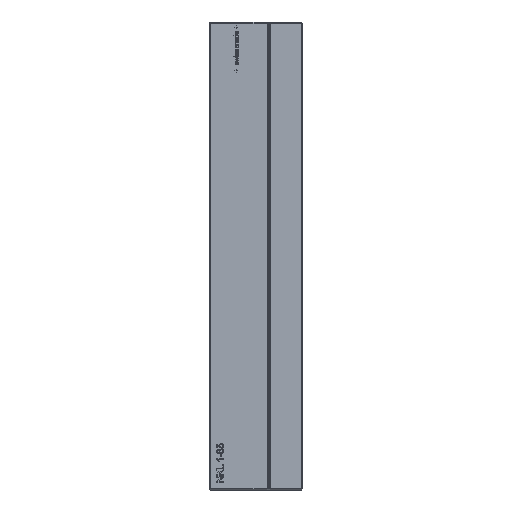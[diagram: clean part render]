
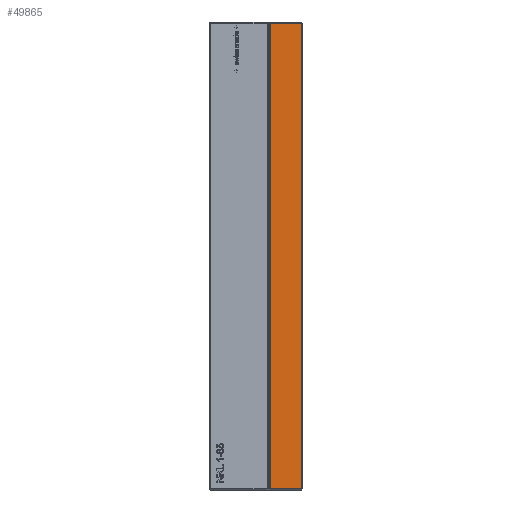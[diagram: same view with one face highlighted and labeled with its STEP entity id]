
A CAD part, left-side view. The second image highlights one B-rep face of the part: STEP entity #49865.
In plain terms, the highlighted planar face has unit normal (-1, 0, 0).
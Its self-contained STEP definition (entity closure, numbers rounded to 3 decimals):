
#47338 = PLANE('',#47339);
#47339 = AXIS2_PLACEMENT_3D('',#47340,#47341,#47342);
#47340 = CARTESIAN_POINT('',(-14.925,4.605,0.));
#47341 = DIRECTION('',(0.707,-0.707,0.));
#47342 = DIRECTION('',(0.,0.,1.));
#47640 = PLANE('',#47641);
#47641 = AXIS2_PLACEMENT_3D('',#47642,#47643,#47644);
#47642 = CARTESIAN_POINT('',(-14.925,0.,0.075));
#47643 = DIRECTION('',(0.707,0.,
    0.707));
#47644 = DIRECTION('',(0.,-1.,0.));
#47942 = PLANE('',#47943);
#47943 = AXIS2_PLACEMENT_3D('',#47944,#47945,#47946);
#47944 = CARTESIAN_POINT('',(-14.925,0.,64.925));
#47945 = DIRECTION('',(-0.707,0.,
    0.707));
#47946 = DIRECTION('',(0.,-1.,0.));
#48385 = VERTEX_POINT('',#48386);
#48386 = CARTESIAN_POINT('',(-15.,4.53,64.85));
#48407 = EDGE_CURVE('',#48408,#48385,#48410,.T.);
#48408 = VERTEX_POINT('',#48409);
#48409 = CARTESIAN_POINT('',(-15.,4.53,0.15));
#48410 = SURFACE_CURVE('',#48411,(#48415,#48422),.PCURVE_S1.);
#48411 = LINE('',#48412,#48413);
#48412 = CARTESIAN_POINT('',(-15.,4.53,0.));
#48413 = VECTOR('',#48414,1.);
#48414 = DIRECTION('',(0.,0.,1.));
#48415 = PCURVE('',#47338,#48416);
#48416 = DEFINITIONAL_REPRESENTATION('',(#48417),#48421);
#48417 = LINE('',#48418,#48419);
#48418 = CARTESIAN_POINT('',(0.,0.106));
#48419 = VECTOR('',#48420,1.);
#48420 = DIRECTION('',(1.,0.));
#48421 = ( GEOMETRIC_REPRESENTATION_CONTEXT(2) 
PARAMETRIC_REPRESENTATION_CONTEXT() REPRESENTATION_CONTEXT('2D SPACE',''
  ) );
#48422 = PCURVE('',#48423,#48428);
#48423 = PLANE('',#48424);
#48424 = AXIS2_PLACEMENT_3D('',#48425,#48426,#48427);
#48425 = CARTESIAN_POINT('',(-15.,0.,0.));
#48426 = DIRECTION('',(-1.,0.,0.));
#48427 = DIRECTION('',(0.,1.,0.));
#48428 = DEFINITIONAL_REPRESENTATION('',(#48429),#48433);
#48429 = LINE('',#48430,#48431);
#48430 = CARTESIAN_POINT('',(4.53,0.));
#48431 = VECTOR('',#48432,1.);
#48432 = DIRECTION('',(0.,-1.));
#48433 = ( GEOMETRIC_REPRESENTATION_CONTEXT(2) 
PARAMETRIC_REPRESENTATION_CONTEXT() REPRESENTATION_CONTEXT('2D SPACE',''
  ) );
#48732 = VERTEX_POINT('',#48733);
#48733 = CARTESIAN_POINT('',(-15.,0.15,0.15));
#48759 = EDGE_CURVE('',#48732,#48408,#48760,.T.);
#48760 = SURFACE_CURVE('',#48761,(#48765,#48772),.PCURVE_S1.);
#48761 = LINE('',#48762,#48763);
#48762 = CARTESIAN_POINT('',(-15.,0.,0.15));
#48763 = VECTOR('',#48764,1.);
#48764 = DIRECTION('',(0.,1.,0.));
#48765 = PCURVE('',#47640,#48766);
#48766 = DEFINITIONAL_REPRESENTATION('',(#48767),#48771);
#48767 = LINE('',#48768,#48769);
#48768 = CARTESIAN_POINT('',(0.,-0.106));
#48769 = VECTOR('',#48770,1.);
#48770 = DIRECTION('',(-1.,0.));
#48771 = ( GEOMETRIC_REPRESENTATION_CONTEXT(2) 
PARAMETRIC_REPRESENTATION_CONTEXT() REPRESENTATION_CONTEXT('2D SPACE',''
  ) );
#48772 = PCURVE('',#48423,#48773);
#48773 = DEFINITIONAL_REPRESENTATION('',(#48774),#48778);
#48774 = LINE('',#48775,#48776);
#48775 = CARTESIAN_POINT('',(0.,-0.15));
#48776 = VECTOR('',#48777,1.);
#48777 = DIRECTION('',(1.,0.));
#48778 = ( GEOMETRIC_REPRESENTATION_CONTEXT(2) 
PARAMETRIC_REPRESENTATION_CONTEXT() REPRESENTATION_CONTEXT('2D SPACE',''
  ) );
#49340 = VERTEX_POINT('',#49341);
#49341 = CARTESIAN_POINT('',(-15.,0.15,64.85));
#49367 = EDGE_CURVE('',#49340,#48385,#49368,.T.);
#49368 = SURFACE_CURVE('',#49369,(#49373,#49380),.PCURVE_S1.);
#49369 = LINE('',#49370,#49371);
#49370 = CARTESIAN_POINT('',(-15.,0.,64.85));
#49371 = VECTOR('',#49372,1.);
#49372 = DIRECTION('',(0.,1.,0.));
#49373 = PCURVE('',#47942,#49374);
#49374 = DEFINITIONAL_REPRESENTATION('',(#49375),#49379);
#49375 = LINE('',#49376,#49377);
#49376 = CARTESIAN_POINT('',(0.,-0.106));
#49377 = VECTOR('',#49378,1.);
#49378 = DIRECTION('',(-1.,0.));
#49379 = ( GEOMETRIC_REPRESENTATION_CONTEXT(2) 
PARAMETRIC_REPRESENTATION_CONTEXT() REPRESENTATION_CONTEXT('2D SPACE',''
  ) );
#49380 = PCURVE('',#48423,#49381);
#49381 = DEFINITIONAL_REPRESENTATION('',(#49382),#49386);
#49382 = LINE('',#49383,#49384);
#49383 = CARTESIAN_POINT('',(0.,-64.85));
#49384 = VECTOR('',#49385,1.);
#49385 = DIRECTION('',(1.,0.));
#49386 = ( GEOMETRIC_REPRESENTATION_CONTEXT(2) 
PARAMETRIC_REPRESENTATION_CONTEXT() REPRESENTATION_CONTEXT('2D SPACE',''
  ) );
#49865 = ADVANCED_FACE('',(#49866),#48423,.T.);
#49866 = FACE_BOUND('',#49867,.T.);
#49867 = EDGE_LOOP('',(#49868,#49869,#49870,#49896));
#49868 = ORIENTED_EDGE('',*,*,#48407,.F.);
#49869 = ORIENTED_EDGE('',*,*,#48759,.F.);
#49870 = ORIENTED_EDGE('',*,*,#49871,.T.);
#49871 = EDGE_CURVE('',#48732,#49340,#49872,.T.);
#49872 = SURFACE_CURVE('',#49873,(#49877,#49884),.PCURVE_S1.);
#49873 = LINE('',#49874,#49875);
#49874 = CARTESIAN_POINT('',(-15.,0.15,0.));
#49875 = VECTOR('',#49876,1.);
#49876 = DIRECTION('',(0.,0.,1.));
#49877 = PCURVE('',#48423,#49878);
#49878 = DEFINITIONAL_REPRESENTATION('',(#49879),#49883);
#49879 = LINE('',#49880,#49881);
#49880 = CARTESIAN_POINT('',(0.15,0.));
#49881 = VECTOR('',#49882,1.);
#49882 = DIRECTION('',(0.,-1.));
#49883 = ( GEOMETRIC_REPRESENTATION_CONTEXT(2) 
PARAMETRIC_REPRESENTATION_CONTEXT() REPRESENTATION_CONTEXT('2D SPACE',''
  ) );
#49884 = PCURVE('',#49885,#49890);
#49885 = PLANE('',#49886);
#49886 = AXIS2_PLACEMENT_3D('',#49887,#49888,#49889);
#49887 = CARTESIAN_POINT('',(-14.925,0.075,0.));
#49888 = DIRECTION('',(0.707,0.707,0.
    ));
#49889 = DIRECTION('',(0.,0.,1.));
#49890 = DEFINITIONAL_REPRESENTATION('',(#49891),#49895);
#49891 = LINE('',#49892,#49893);
#49892 = CARTESIAN_POINT('',(0.,-0.106));
#49893 = VECTOR('',#49894,1.);
#49894 = DIRECTION('',(1.,0.));
#49895 = ( GEOMETRIC_REPRESENTATION_CONTEXT(2) 
PARAMETRIC_REPRESENTATION_CONTEXT() REPRESENTATION_CONTEXT('2D SPACE',''
  ) );
#49896 = ORIENTED_EDGE('',*,*,#49367,.T.);
